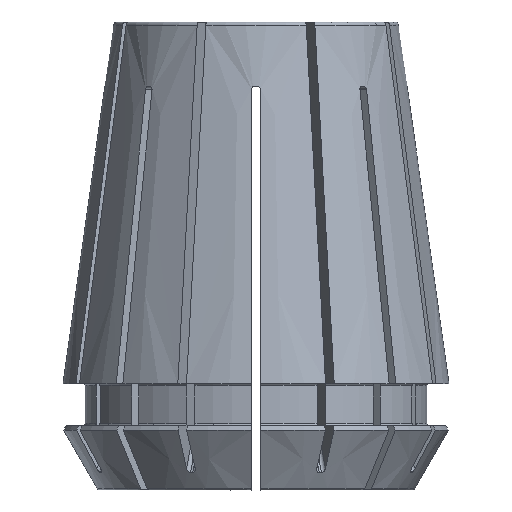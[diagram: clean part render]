
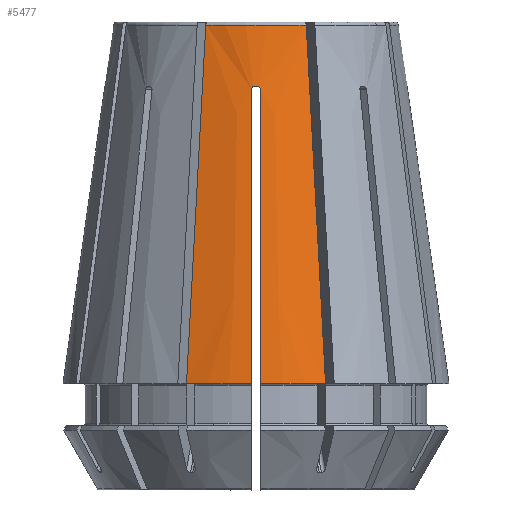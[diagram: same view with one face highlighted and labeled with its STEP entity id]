
A CAD part, left-side view. The second image highlights one B-rep face of the part: STEP entity #5477.
In plain terms, the highlighted conical face has half-angle 8 degrees and reference radius 16.5 mm.
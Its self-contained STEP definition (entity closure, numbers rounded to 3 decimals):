
#245=B_SPLINE_CURVE_WITH_KNOTS('',3,(#8119,#8120,#8121,#8122),
 .UNSPECIFIED.,.F.,.F.,(4,4),(0.,0.031),
 .UNSPECIFIED.);
#246=B_SPLINE_CURVE_WITH_KNOTS('',3,(#8124,#8125,#8126,#8127),
 .UNSPECIFIED.,.F.,.F.,(4,4),(0.021,0.046),
 .UNSPECIFIED.);
#247=B_SPLINE_CURVE_WITH_KNOTS('',3,(#8129,#8130,#8131,#8132),
 .UNSPECIFIED.,.F.,.F.,(4,4),(0.,0.),
 .UNSPECIFIED.);
#248=B_SPLINE_CURVE_WITH_KNOTS('',3,(#8136,#8137,#8138,#8139),
 .UNSPECIFIED.,.F.,.F.,(4,4),(0.,0.),.UNSPECIFIED.);
#249=B_SPLINE_CURVE_WITH_KNOTS('',3,(#8141,#8142,#8143,#8144),
 .UNSPECIFIED.,.F.,.F.,(4,4),(0.021,0.046),
 .UNSPECIFIED.);
#250=B_SPLINE_CURVE_WITH_KNOTS('',3,(#8148,#8149,#8150,#8151),
 .UNSPECIFIED.,.F.,.F.,(4,4),(0.,0.031),
 .UNSPECIFIED.);
#562=CONICAL_SURFACE('',#5835,16.5,0.14);
#634=CIRCLE('',#5834,16.5);
#635=CIRCLE('',#5836,12.93);
#636=CIRCLE('',#5837,16.5);
#637=CIRCLE('',#5838,12.194);
#985=ORIENTED_EDGE('',*,*,#2761,.F.);
#986=ORIENTED_EDGE('',*,*,#2760,.T.);
#987=ORIENTED_EDGE('',*,*,#2762,.T.);
#988=ORIENTED_EDGE('',*,*,#2763,.T.);
#989=ORIENTED_EDGE('',*,*,#2764,.F.);
#990=ORIENTED_EDGE('',*,*,#2765,.T.);
#991=ORIENTED_EDGE('',*,*,#2766,.F.);
#992=ORIENTED_EDGE('',*,*,#2767,.T.);
#993=ORIENTED_EDGE('',*,*,#2768,.T.);
#994=ORIENTED_EDGE('',*,*,#2769,.F.);
#2760=EDGE_CURVE('',#3631,#3632,#634,.T.);
#2761=EDGE_CURVE('',#3631,#3633,#245,.T.);
#2762=EDGE_CURVE('',#3632,#3634,#246,.F.);
#2763=EDGE_CURVE('',#3634,#3635,#247,.T.);
#2764=EDGE_CURVE('',#3636,#3635,#635,.T.);
#2765=EDGE_CURVE('',#3636,#3637,#248,.T.);
#2766=EDGE_CURVE('',#3638,#3637,#249,.F.);
#2767=EDGE_CURVE('',#3638,#3639,#636,.T.);
#2768=EDGE_CURVE('',#3639,#3640,#250,.T.);
#2769=EDGE_CURVE('',#3633,#3640,#637,.T.);
#3631=VERTEX_POINT('',#8114);
#3632=VERTEX_POINT('',#8116);
#3633=VERTEX_POINT('',#8123);
#3634=VERTEX_POINT('',#8128);
#3635=VERTEX_POINT('',#8133);
#3636=VERTEX_POINT('',#8135);
#3637=VERTEX_POINT('',#8140);
#3638=VERTEX_POINT('',#8145);
#3639=VERTEX_POINT('',#8147);
#3640=VERTEX_POINT('',#8152);
#4765=EDGE_LOOP('',(#985,#986,#987,#988,#989,#990,#991,#992,#993,#994));
#5069=FACE_BOUND('',#4765,.T.);
#5477=ADVANCED_FACE('',(#5069),#562,.T.);
#5834=AXIS2_PLACEMENT_3D('',#8117,#6496,#6497);
#5835=AXIS2_PLACEMENT_3D('',#8118,#6498,#6499);
#5836=AXIS2_PLACEMENT_3D('',#8134,#6500,#6501);
#5837=AXIS2_PLACEMENT_3D('',#8146,#6502,#6503);
#5838=AXIS2_PLACEMENT_3D('',#8153,#6504,#6505);
#6496=DIRECTION('',(0.,0.,1.));
#6497=DIRECTION('',(1.,0.,0.));
#6498=DIRECTION('',(0.,0.,-1.));
#6499=DIRECTION('',(-1.,0.,0.));
#6500=DIRECTION('',(0.,0.,-1.));
#6501=DIRECTION('',(-1.,0.,0.));
#6502=DIRECTION('',(0.,0.,1.));
#6503=DIRECTION('',(1.,0.,0.));
#6504=DIRECTION('',(0.,0.,1.));
#6505=DIRECTION('',(1.,0.,0.));
#8114=CARTESIAN_POINT('',(-15.393,5.943,9.1));
#8116=CARTESIAN_POINT('',(-16.495,0.4,9.1));
#8117=CARTESIAN_POINT('',(0.,0.,9.1));
#8118=CARTESIAN_POINT('',(0.,0.,9.1));
#8119=CARTESIAN_POINT('',(-15.393,5.943,9.1));
#8120=CARTESIAN_POINT('',(-14.066,5.393,19.314));
#8121=CARTESIAN_POINT('',(-12.739,4.844,29.528));
#8122=CARTESIAN_POINT('',(-11.412,4.294,39.742));
#8123=CARTESIAN_POINT('',(-11.412,4.294,39.742));
#8124=CARTESIAN_POINT('',(-12.966,0.4,34.2));
#8125=CARTESIAN_POINT('',(-14.143,0.4,25.833));
#8126=CARTESIAN_POINT('',(-15.319,0.4,17.467));
#8127=CARTESIAN_POINT('',(-16.495,0.4,9.1));
#8128=CARTESIAN_POINT('',(-12.966,0.4,34.2));
#8129=CARTESIAN_POINT('',(-12.966,0.4,34.2));
#8130=CARTESIAN_POINT('',(-12.944,0.4,34.358));
#8131=CARTESIAN_POINT('',(-12.929,0.259,34.5));
#8132=CARTESIAN_POINT('',(-12.93,0.1,34.5));
#8133=CARTESIAN_POINT('',(-12.93,0.1,34.5));
#8134=CARTESIAN_POINT('',(0.,0.,34.5));
#8135=CARTESIAN_POINT('',(-12.93,-0.1,34.5));
#8136=CARTESIAN_POINT('',(-12.93,-0.1,34.5));
#8137=CARTESIAN_POINT('',(-12.929,-0.259,34.5));
#8138=CARTESIAN_POINT('',(-12.944,-0.4,34.358));
#8139=CARTESIAN_POINT('',(-12.966,-0.4,34.2));
#8140=CARTESIAN_POINT('',(-12.966,-0.4,34.2));
#8141=CARTESIAN_POINT('',(-12.966,-0.4,34.2));
#8142=CARTESIAN_POINT('',(-14.143,-0.4,25.833));
#8143=CARTESIAN_POINT('',(-15.319,-0.4,17.467));
#8144=CARTESIAN_POINT('',(-16.495,-0.4,9.1));
#8145=CARTESIAN_POINT('',(-16.495,-0.4,9.1));
#8146=CARTESIAN_POINT('',(0.,0.,9.1));
#8147=CARTESIAN_POINT('',(-15.393,-5.943,9.1));
#8148=CARTESIAN_POINT('',(-15.393,-5.943,9.1));
#8149=CARTESIAN_POINT('',(-14.066,-5.393,19.314));
#8150=CARTESIAN_POINT('',(-12.739,-4.844,29.528));
#8151=CARTESIAN_POINT('',(-11.412,-4.294,39.742));
#8152=CARTESIAN_POINT('',(-11.412,-4.294,39.742));
#8153=CARTESIAN_POINT('',(0.,0.,39.742));
